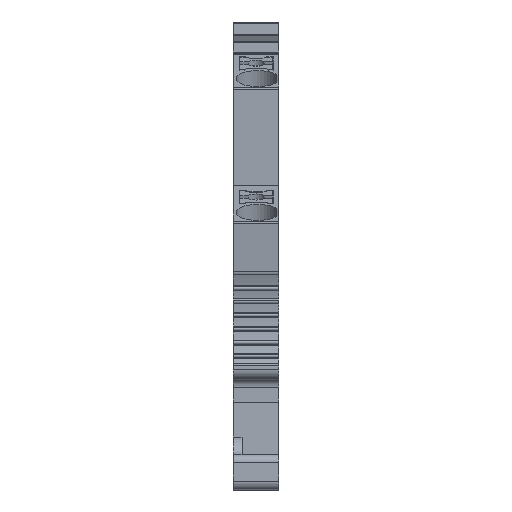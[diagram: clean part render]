
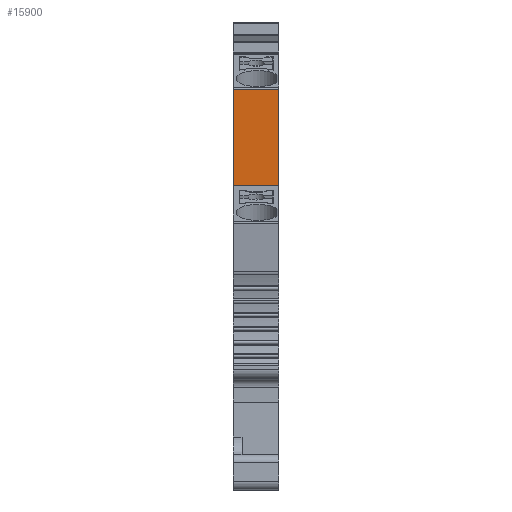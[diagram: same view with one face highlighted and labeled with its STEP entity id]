
A CAD part, front view. The second image highlights one B-rep face of the part: STEP entity #15900.
In plain terms, the highlighted planar face has unit normal (0, -0.999, -0.054).
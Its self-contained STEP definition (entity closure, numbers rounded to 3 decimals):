
#2309=CARTESIAN_POINT('',(5.15,11.263,34.498));
#2310=VERTEX_POINT('',#2309);
#2317=CARTESIAN_POINT('',(5.15,10.67,45.412));
#2318=VERTEX_POINT('',#2317);
#2319=CARTESIAN_POINT('',(5.15,10.67,45.412));
#2320=DIRECTION('',(0.,0.054,-0.999));
#2321=VECTOR('',#2320,10.93);
#2322=LINE('',#2319,#2321);
#2323=EDGE_CURVE('',#2318,#2310,#2322,.T.);
#6496=CARTESIAN_POINT('',(0.,11.263,34.498));
#6497=VERTEX_POINT('',#6496);
#6504=CARTESIAN_POINT('',(5.15,11.263,34.498));
#6505=DIRECTION('',(-1.,0.,0.));
#6506=VECTOR('',#6505,5.15);
#6507=LINE('',#6504,#6506);
#6508=EDGE_CURVE('',#2310,#6497,#6507,.T.);
#12900=CARTESIAN_POINT('',(0.,10.67,45.412));
#12901=VERTEX_POINT('',#12900);
#12909=CARTESIAN_POINT('',(0.,10.67,45.412));
#12910=DIRECTION('',(1.,0.,0.));
#12911=VECTOR('',#12910,5.15);
#12912=LINE('',#12909,#12911);
#12913=EDGE_CURVE('',#12901,#2318,#12912,.T.);
#15288=CARTESIAN_POINT('',(0.,10.67,45.412));
#15289=DIRECTION('',(0.,0.054,-0.999));
#15290=VECTOR('',#15289,10.93);
#15291=LINE('',#15288,#15290);
#15292=EDGE_CURVE('',#12901,#6497,#15291,.T.);
#15889=CARTESIAN_POINT('',(2.4,11.108,37.346));
#15890=DIRECTION('',(-1.,0.,0.));
#15891=DIRECTION('',(0.,0.999,0.054));
#15892=AXIS2_PLACEMENT_3D('',#15889,#15891,#15890);
#15893=PLANE('',#15892);
#15894=ORIENTED_EDGE('',*,*,#12913,.T.);
#15895=ORIENTED_EDGE('',*,*,#2323,.T.);
#15896=ORIENTED_EDGE('',*,*,#6508,.T.);
#15897=ORIENTED_EDGE('',*,*,#15292,.F.);
#15898=EDGE_LOOP('',(#15894,#15895,#15896,#15897));
#15899=FACE_OUTER_BOUND('',#15898,.F.);
#15900=ADVANCED_FACE('F467',(#15899),#15893,.F.);
